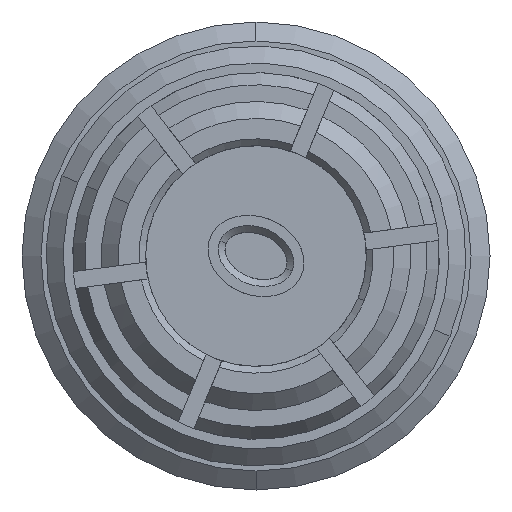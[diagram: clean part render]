
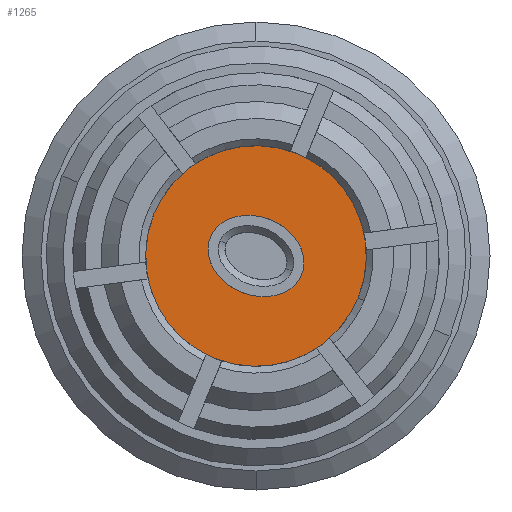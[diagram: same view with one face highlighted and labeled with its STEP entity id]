
A CAD part, left-side view. The second image highlights one B-rep face of the part: STEP entity #1265.
In plain terms, the highlighted planar face has unit normal (-1, 0, 0).
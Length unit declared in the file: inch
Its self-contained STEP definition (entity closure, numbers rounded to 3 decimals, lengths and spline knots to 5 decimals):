
#47 = CARTESIAN_POINT ( 'NONE',  ( 0.09, 0., 0. ) ) ;
#93 = VERTEX_POINT ( 'NONE', #2653 ) ;
#101 = CARTESIAN_POINT ( 'NONE',  ( 0.09, 0.00462, 0.02679 ) ) ;
#119 = EDGE_LOOP ( 'NONE', ( #3367, #1194 ) ) ;
#128 = EDGE_LOOP ( 'NONE', ( #2352, #1396 ) ) ;
#756 = EDGE_CURVE ( 'NONE', #1364, #93, #4034, .T. ) ;
#842 = EDGE_CURVE ( 'NONE', #2911, #894, #3231, .T. ) ;
#894 = VERTEX_POINT ( 'NONE', #1400 ) ;
#1027 = CARTESIAN_POINT ( 'NONE',  ( 0.09, 0.0134, 0.00554 ) ) ;
#1140 = EDGE_CURVE ( 'NONE', #894, #2911, #4681, .T. ) ;
#1145 = DIRECTION ( 'NONE',  ( 0., -0.924, -0.382 ) ) ;
#1194 = ORIENTED_EDGE ( 'NONE', *, *, #842, .T. ) ;
#1248 = CARTESIAN_POINT ( 'NONE',  ( 0.09, 0.0134, 0.00554 ) ) ;
#1265 = ADVANCED_FACE ( 'NONE', ( #2633, #3618 ), #4642, .T. ) ;
#1364 = VERTEX_POINT ( 'NONE', #2136 ) ;
#1396 = ORIENTED_EDGE ( 'NONE', *, *, #756, .T. ) ;
#1400 = CARTESIAN_POINT ( 'NONE',  ( 0.09, 0.0134, 0.00554 ) ) ;
#1639 = EDGE_CURVE ( 'NONE', #93, #1364, #1835, .T. ) ;
#1688 = AXIS2_PLACEMENT_3D ( 'NONE', #3756, #4514, #2231 ) ;
#1812 = CARTESIAN_POINT ( 'NONE',  ( 0.09, -0.0134, -0.00554 ) ) ;
#1835 = CIRCLE ( 'NONE', #2702, 0.0325 ) ;
#2136 = CARTESIAN_POINT ( 'NONE',  ( 0.09, 0.03004, 0.01241 ) ) ;
#2231 = DIRECTION ( 'NONE',  ( 0., -0.924, -0.382 ) ) ;
#2234 = DIRECTION ( 'NONE',  ( -1., 0., 0. ) ) ;
#2352 = ORIENTED_EDGE ( 'NONE', *, *, #1639, .T. ) ;
#2359 = DIRECTION ( 'NONE',  ( -1., 0., 0. ) ) ;
#2513 = CARTESIAN_POINT ( 'NONE',  ( 0.09, -0.0134, -0.00554 ) ) ;
#2633 = FACE_BOUND ( 'NONE', #119, .T. ) ;
#2634 = AXIS2_PLACEMENT_3D ( 'NONE', #4279, #2359, #4312 ) ;
#2653 = CARTESIAN_POINT ( 'NONE',  ( 0.09, -0.03004, -0.01241 ) ) ;
#2702 = AXIS2_PLACEMENT_3D ( 'NONE', #47, #2234, #1145 ) ;
#2911 = VERTEX_POINT ( 'NONE', #1812 ) ;
#3231 =( BOUNDED_CURVE ( )  B_SPLINE_CURVE ( 3, ( #2513, #4450, #4040, #1027 ),
 .UNSPECIFIED., .F., .F. ) 
 B_SPLINE_CURVE_WITH_KNOTS ( ( 4, 4 ),
 ( 0., 0.00104 ),
 .UNSPECIFIED. ) 
 CURVE ( )  GEOMETRIC_REPRESENTATION_ITEM ( )  RATIONAL_B_SPLINE_CURVE ( ( 1., 0.333, 0.333, 1. ) ) 
 REPRESENTATION_ITEM ( '' )  );
#3367 = ORIENTED_EDGE ( 'NONE', *, *, #1140, .T. ) ;
#3618 = FACE_OUTER_BOUND ( 'NONE', #128, .T. ) ;
#3756 = CARTESIAN_POINT ( 'NONE',  ( 0.09, 0., 0. ) ) ;
#3854 = CARTESIAN_POINT ( 'NONE',  ( 0.09, -0.0134, -0.00554 ) ) ;
#4034 = CIRCLE ( 'NONE', #1688, 0.0325 ) ;
#4040 = CARTESIAN_POINT ( 'NONE',  ( 0.09, 0.02218, -0.01572 ) ) ;
#4225 = CARTESIAN_POINT ( 'NONE',  ( 0.09, -0.02218, 0.01572 ) ) ;
#4279 = CARTESIAN_POINT ( 'NONE',  ( 0.09, 0., 0. ) ) ;
#4312 = DIRECTION ( 'NONE',  ( 0., -0.924, -0.382 ) ) ;
#4450 = CARTESIAN_POINT ( 'NONE',  ( 0.09, -0.00462, -0.02679 ) ) ;
#4514 = DIRECTION ( 'NONE',  ( -1., 0., 0. ) ) ;
#4642 = PLANE ( 'NONE',  #2634 ) ;
#4681 =( BOUNDED_CURVE ( )  B_SPLINE_CURVE ( 3, ( #1248, #101, #4225, #3854 ),
 .UNSPECIFIED., .F., .F. ) 
 B_SPLINE_CURVE_WITH_KNOTS ( ( 4, 4 ),
 ( 0., 0.00104 ),
 .UNSPECIFIED. ) 
 CURVE ( )  GEOMETRIC_REPRESENTATION_ITEM ( )  RATIONAL_B_SPLINE_CURVE ( ( 1., 0.333, 0.333, 1. ) ) 
 REPRESENTATION_ITEM ( '' )  );
